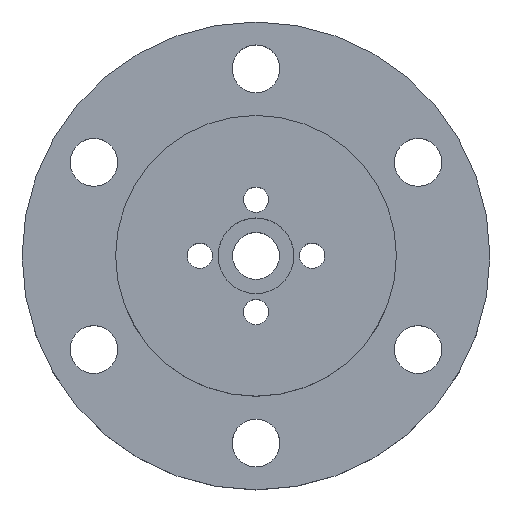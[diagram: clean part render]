
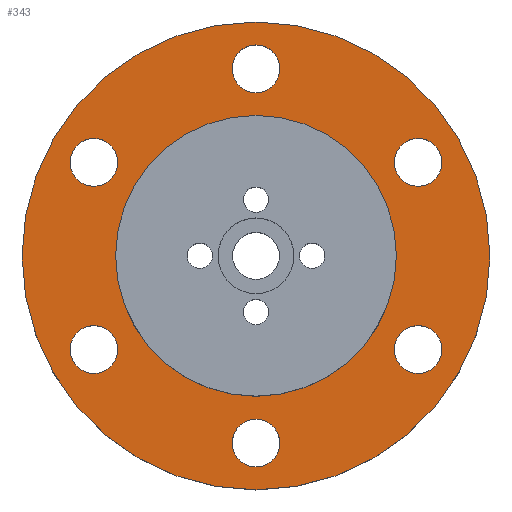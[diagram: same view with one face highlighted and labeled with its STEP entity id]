
A CAD part, top view. The second image highlights one B-rep face of the part: STEP entity #343.
In plain terms, the highlighted planar face has unit normal (0, 0, 1).
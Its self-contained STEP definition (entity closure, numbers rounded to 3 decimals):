
#21=FACE_BOUND('',#84,.T.);
#22=FACE_BOUND('',#85,.T.);
#23=FACE_BOUND('',#86,.T.);
#24=FACE_BOUND('',#87,.T.);
#25=FACE_BOUND('',#88,.T.);
#26=FACE_BOUND('',#89,.T.);
#27=FACE_BOUND('',#90,.T.);
#41=PLANE('',#403);
#59=FACE_OUTER_BOUND('',#83,.T.);
#83=EDGE_LOOP('',(#293));
#84=EDGE_LOOP('',(#294));
#85=EDGE_LOOP('',(#295));
#86=EDGE_LOOP('',(#296));
#87=EDGE_LOOP('',(#297));
#88=EDGE_LOOP('',(#298));
#89=EDGE_LOOP('',(#299));
#90=EDGE_LOOP('',(#300));
#143=CIRCLE('',#378,15.);
#145=CIRCLE('',#383,2.55);
#147=CIRCLE('',#386,2.55);
#149=CIRCLE('',#389,2.55);
#151=CIRCLE('',#392,2.55);
#153=CIRCLE('',#395,2.55);
#155=CIRCLE('',#398,2.55);
#157=CIRCLE('',#401,25.);
#171=VERTEX_POINT('',#550);
#173=VERTEX_POINT('',#559);
#175=VERTEX_POINT('',#565);
#177=VERTEX_POINT('',#571);
#179=VERTEX_POINT('',#577);
#181=VERTEX_POINT('',#583);
#183=VERTEX_POINT('',#589);
#185=VERTEX_POINT('',#595);
#205=EDGE_CURVE('',#171,#171,#143,.T.);
#208=EDGE_CURVE('',#173,#173,#145,.T.);
#211=EDGE_CURVE('',#175,#175,#147,.T.);
#214=EDGE_CURVE('',#177,#177,#149,.T.);
#217=EDGE_CURVE('',#179,#179,#151,.T.);
#220=EDGE_CURVE('',#181,#181,#153,.T.);
#223=EDGE_CURVE('',#183,#183,#155,.T.);
#226=EDGE_CURVE('',#185,#185,#157,.T.);
#293=ORIENTED_EDGE('',*,*,#226,.T.);
#294=ORIENTED_EDGE('',*,*,#205,.T.);
#295=ORIENTED_EDGE('',*,*,#223,.T.);
#296=ORIENTED_EDGE('',*,*,#220,.T.);
#297=ORIENTED_EDGE('',*,*,#217,.T.);
#298=ORIENTED_EDGE('',*,*,#214,.T.);
#299=ORIENTED_EDGE('',*,*,#211,.T.);
#300=ORIENTED_EDGE('',*,*,#208,.T.);
#343=ADVANCED_FACE('',(#59,#21,#22,#23,#24,#25,#26,#27),#41,.T.);
#378=AXIS2_PLACEMENT_3D('',#552,#451,#452);
#383=AXIS2_PLACEMENT_3D('',#560,#462,#463);
#386=AXIS2_PLACEMENT_3D('',#566,#469,#470);
#389=AXIS2_PLACEMENT_3D('',#572,#476,#477);
#392=AXIS2_PLACEMENT_3D('',#578,#483,#484);
#395=AXIS2_PLACEMENT_3D('',#584,#490,#491);
#398=AXIS2_PLACEMENT_3D('',#590,#497,#498);
#401=AXIS2_PLACEMENT_3D('',#596,#504,#505);
#403=AXIS2_PLACEMENT_3D('',#600,#509,#510);
#451=DIRECTION('center_axis',(0.,0.,-1.));
#452=DIRECTION('ref_axis',(1.,0.,0.));
#462=DIRECTION('center_axis',(0.,0.,-1.));
#463=DIRECTION('ref_axis',(1.,0.,0.));
#469=DIRECTION('center_axis',(0.,0.,-1.));
#470=DIRECTION('ref_axis',(1.,0.,0.));
#476=DIRECTION('center_axis',(0.,0.,-1.));
#477=DIRECTION('ref_axis',(1.,0.,0.));
#483=DIRECTION('center_axis',(0.,0.,-1.));
#484=DIRECTION('ref_axis',(1.,0.,0.));
#490=DIRECTION('center_axis',(0.,0.,-1.));
#491=DIRECTION('ref_axis',(1.,0.,0.));
#497=DIRECTION('center_axis',(0.,0.,-1.));
#498=DIRECTION('ref_axis',(1.,0.,0.));
#504=DIRECTION('center_axis',(0.,0.,1.));
#505=DIRECTION('ref_axis',(1.,0.,0.));
#509=DIRECTION('center_axis',(0.,0.,1.));
#510=DIRECTION('ref_axis',(1.,0.,0.));
#550=CARTESIAN_POINT('',(-15.,0.,8.));
#552=CARTESIAN_POINT('Origin',(0.,0.,8.));
#559=CARTESIAN_POINT('',(-19.871,-10.,8.));
#560=CARTESIAN_POINT('Origin',(-17.321,-10.,8.));
#565=CARTESIAN_POINT('',(-2.55,-20.,8.));
#566=CARTESIAN_POINT('Origin',(0.,-20.,
8.));
#571=CARTESIAN_POINT('',(14.771,10.,8.));
#572=CARTESIAN_POINT('Origin',(17.321,10.,8.));
#577=CARTESIAN_POINT('',(-19.871,10.,8.));
#578=CARTESIAN_POINT('Origin',(-17.321,10.,8.));
#583=CARTESIAN_POINT('',(-2.55,20.,8.));
#584=CARTESIAN_POINT('Origin',(0.,20.,8.));
#589=CARTESIAN_POINT('',(14.771,-10.,8.));
#590=CARTESIAN_POINT('Origin',(17.321,-10.,8.));
#595=CARTESIAN_POINT('',(-25.,0.,8.));
#596=CARTESIAN_POINT('Origin',(0.,0.,8.));
#600=CARTESIAN_POINT('Origin',(0.,0.,8.));
